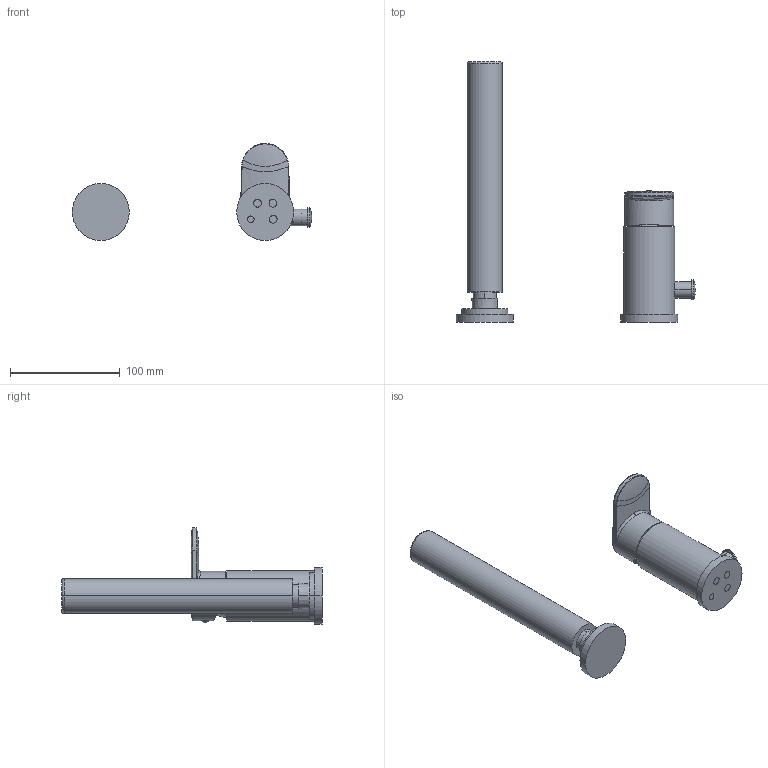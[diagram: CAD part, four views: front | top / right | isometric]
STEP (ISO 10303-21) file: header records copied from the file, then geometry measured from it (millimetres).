
FILE_DESCRIPTION((''),'2;1');
FILE_NAME('CA041CR_SW0001','2021-01-13T11:40:57',('ut3'),('PAFFONI SpA'),'CREO PARAMETRIC BY PTC INC, 2020044','CREO PARAMETRIC BY PTC INC, 2020044','');
FILE_SCHEMA(('CONFIG_CONTROL_DESIGN','SHAPE_APPEARANCE_LAYERS_GROUPS'));
Length unit declared in the file: millimetre
Products named in the file (1): CA041CR_SW0001
Bounding box: 218.46 x 237.5 x 88.48 mm (x, y, z)
Volume: 331689 mm3; surface area: 77229.6 mm2
Topology: 4 solids, 4 shells, 267 faces, 637 edges, 388 vertices
Faces by surface type: cylinder 101, plane 73, cone 44, bspline 33, torus 12, sphere 4
Entity records: 13238 total; most frequent: CARTESIAN_POINT 5105, DIRECTION 1252, ORIENTED_EDGE 1250, EDGE_CURVE 625, AXIS2_PLACEMENT_3D 506, VERTEX_POINT 388, EDGE_LOOP 305, FILL_AREA_STYLE_COLOUR 303
